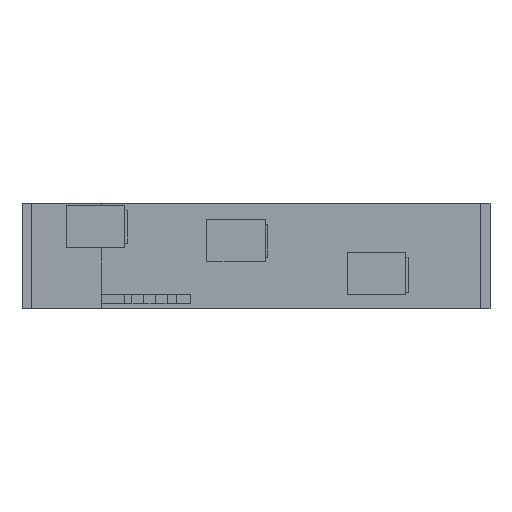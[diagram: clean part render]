
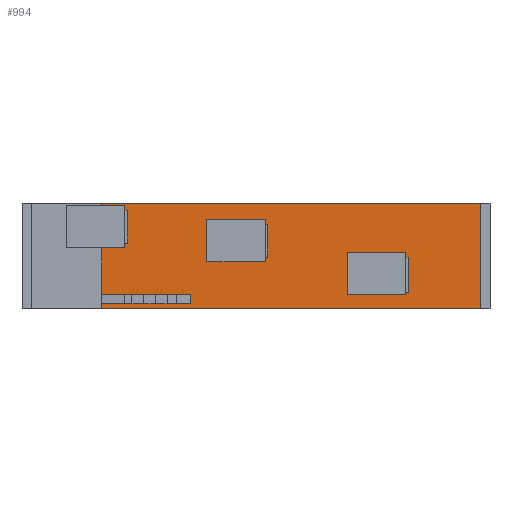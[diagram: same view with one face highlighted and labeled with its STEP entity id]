
A CAD part, front view. The second image highlights one B-rep face of the part: STEP entity #994.
In plain terms, the highlighted planar face has unit normal (0, -1, 0).
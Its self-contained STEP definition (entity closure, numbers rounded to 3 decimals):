
#258=CARTESIAN_POINT('',(60.0,0.0,-20.5));
#259=VERTEX_POINT('',#258);
#266=CARTESIAN_POINT('',(60.0,0.0,-16.5));
#267=VERTEX_POINT('',#266);
#268=CARTESIAN_POINT('',(60.0,0.0,-20.5));
#269=DIRECTION('',(0.0,0.0,1.0));
#270=VECTOR('',#269,4.0);
#271=LINE('',#268,#270);
#272=EDGE_CURVE('',#259,#267,#271,.T.);
#514=CARTESIAN_POINT('',(34.0,0.0,-20.5));
#515=VERTEX_POINT('',#514);
#648=CARTESIAN_POINT('',(34.0,0.0,-14.5));
#649=VERTEX_POINT('',#648);
#658=CARTESIAN_POINT('',(34.0,0.0,-16.5));
#659=VERTEX_POINT('',#658);
#666=CARTESIAN_POINT('',(34.,0.0,-14.5));
#667=DIRECTION('',(0.0,0.0,-1.0));
#668=VECTOR('',#667,2.);
#669=LINE('',#666,#668);
#670=EDGE_CURVE('',#649,#659,#669,.T.);
#822=CARTESIAN_POINT('',(60.,0.0,-20.5));
#823=DIRECTION('',(-1.0,0.0,0.0));
#824=VECTOR('',#823,26.0);
#825=LINE('',#822,#824);
#826=EDGE_CURVE('',#259,#515,#825,.T.);
#854=CARTESIAN_POINT('',(34.,0.0,-16.5));
#855=DIRECTION('',(1.0,0.0,0.0));
#856=VECTOR('',#855,26.);
#857=LINE('',#854,#856);
#858=EDGE_CURVE('',#659,#267,#857,.T.);
#877=CARTESIAN_POINT('',(200.0,0.0,0.0));
#878=DIRECTION('',(0.0,-1.0,0.0));
#879=DIRECTION('',(0.0,0.0,-1.0));
#880=AXIS2_PLACEMENT_3D('',#877,#878,#879);
#881=PLANE('',#880);
#882=ORIENTED_EDGE('',*,*,#826,.T.);
#883=CARTESIAN_POINT('',(34.0,0.0,-22.5));
#884=VERTEX_POINT('',#883);
#885=CARTESIAN_POINT('',(34.,0.0,-20.5));
#886=DIRECTION('',(0.0,0.0,-1.0));
#887=VECTOR('',#886,2.0);
#888=LINE('',#885,#887);
#889=EDGE_CURVE('',#515,#884,#888,.T.);
#890=ORIENTED_EDGE('',*,*,#889,.T.);
#891=CARTESIAN_POINT('',(196.0,0.0,-22.5));
#892=VERTEX_POINT('',#891);
#893=CARTESIAN_POINT('',(34.0,0.0,-22.5));
#894=DIRECTION('',(1.0,0.0,0.0));
#895=VECTOR('',#894,162.0);
#896=LINE('',#893,#895);
#897=EDGE_CURVE('',#884,#892,#896,.T.);
#898=ORIENTED_EDGE('',*,*,#897,.T.);
#899=CARTESIAN_POINT('',(196.0,0.0,22.5));
#900=VERTEX_POINT('',#899);
#901=CARTESIAN_POINT('',(196.0,0.0,-22.5));
#902=DIRECTION('',(0.0,0.0,1.0));
#903=VECTOR('',#902,45.0);
#904=LINE('',#901,#903);
#905=EDGE_CURVE('',#892,#900,#904,.T.);
#906=ORIENTED_EDGE('',*,*,#905,.T.);
#907=CARTESIAN_POINT('',(34.0,0.0,22.5));
#908=VERTEX_POINT('',#907);
#909=CARTESIAN_POINT('',(196.0,0.0,22.5));
#910=DIRECTION('',(-1.0,0.0,0.0));
#911=VECTOR('',#910,162.0);
#912=LINE('',#909,#911);
#913=EDGE_CURVE('',#900,#908,#912,.T.);
#914=ORIENTED_EDGE('',*,*,#913,.T.);
#915=CARTESIAN_POINT('',(34.,0.0,22.5));
#916=DIRECTION('',(0.0,0.0,-1.0));
#917=VECTOR('',#916,37.);
#918=LINE('',#915,#917);
#919=EDGE_CURVE('',#908,#649,#918,.T.);
#920=ORIENTED_EDGE('',*,*,#919,.T.);
#921=ORIENTED_EDGE('',*,*,#670,.T.);
#922=ORIENTED_EDGE('',*,*,#858,.T.);
#923=ORIENTED_EDGE('',*,*,#272,.F.);
#924=EDGE_LOOP('',(#882,#890,#898,#906,#914,#920,#921,#922,#923));
#925=FACE_OUTER_BOUND('',#924,.T.);
#926=CARTESIAN_POINT('',(139.0,0.0,-16.5));
#927=VERTEX_POINT('',#926);
#928=CARTESIAN_POINT('',(139.0,0.0,1.5));
#929=VERTEX_POINT('',#928);
#930=CARTESIAN_POINT('',(139.0,0.0,-16.5));
#931=DIRECTION('',(0.0,0.0,1.0));
#932=VECTOR('',#931,18.);
#933=LINE('',#930,#932);
#934=EDGE_CURVE('',#927,#929,#933,.T.);
#935=ORIENTED_EDGE('',*,*,#934,.T.);
#936=CARTESIAN_POINT('',(154.0,0.0,1.5));
#937=VERTEX_POINT('',#936);
#938=CARTESIAN_POINT('',(139.0,0.0,1.5));
#939=DIRECTION('',(1.0,0.0,0.0));
#940=VECTOR('',#939,15.0);
#941=LINE('',#938,#940);
#942=EDGE_CURVE('',#929,#937,#941,.T.);
#943=ORIENTED_EDGE('',*,*,#942,.T.);
#944=CARTESIAN_POINT('',(154.0,0.0,-16.5));
#945=VERTEX_POINT('',#944);
#946=CARTESIAN_POINT('',(154.0,0.0,1.5));
#947=DIRECTION('',(0.0,0.0,-1.0));
#948=VECTOR('',#947,18.);
#949=LINE('',#946,#948);
#950=EDGE_CURVE('',#937,#945,#949,.T.);
#951=ORIENTED_EDGE('',*,*,#950,.T.);
#952=CARTESIAN_POINT('',(154.0,0.0,-16.5));
#953=DIRECTION('',(-1.0,0.0,0.0));
#954=VECTOR('',#953,15.0);
#955=LINE('',#952,#954);
#956=EDGE_CURVE('',#945,#927,#955,.T.);
#957=ORIENTED_EDGE('',*,*,#956,.T.);
#958=EDGE_LOOP('',(#935,#943,#951,#957));
#959=FACE_BOUND('',#958,.T.);
#960=CARTESIAN_POINT('',(79.0,0.0,-2.5));
#961=VERTEX_POINT('',#960);
#962=CARTESIAN_POINT('',(79.0,0.0,15.5));
#963=VERTEX_POINT('',#962);
#964=CARTESIAN_POINT('',(79.0,0.0,-2.5));
#965=DIRECTION('',(0.0,0.0,1.0));
#966=VECTOR('',#965,18.);
#967=LINE('',#964,#966);
#968=EDGE_CURVE('',#961,#963,#967,.T.);
#969=ORIENTED_EDGE('',*,*,#968,.T.);
#970=CARTESIAN_POINT('',(94.0,0.0,15.5));
#971=VERTEX_POINT('',#970);
#972=CARTESIAN_POINT('',(79.,0.0,15.5));
#973=DIRECTION('',(1.0,0.0,0.0));
#974=VECTOR('',#973,15.0);
#975=LINE('',#972,#974);
#976=EDGE_CURVE('',#963,#971,#975,.T.);
#977=ORIENTED_EDGE('',*,*,#976,.T.);
#978=CARTESIAN_POINT('',(94.0,0.0,-2.5));
#979=VERTEX_POINT('',#978);
#980=CARTESIAN_POINT('',(94.0,0.0,15.5));
#981=DIRECTION('',(0.0,0.0,-1.0));
#982=VECTOR('',#981,18.);
#983=LINE('',#980,#982);
#984=EDGE_CURVE('',#971,#979,#983,.T.);
#985=ORIENTED_EDGE('',*,*,#984,.T.);
#986=CARTESIAN_POINT('',(94.,0.0,-2.5));
#987=DIRECTION('',(-1.0,0.0,0.0));
#988=VECTOR('',#987,15.0);
#989=LINE('',#986,#988);
#990=EDGE_CURVE('',#979,#961,#989,.T.);
#991=ORIENTED_EDGE('',*,*,#990,.T.);
#992=EDGE_LOOP('',(#969,#977,#985,#991));
#993=FACE_BOUND('',#992,.T.);
#994=ADVANCED_FACE('',(#925,#959,#993),#881,.T.);
